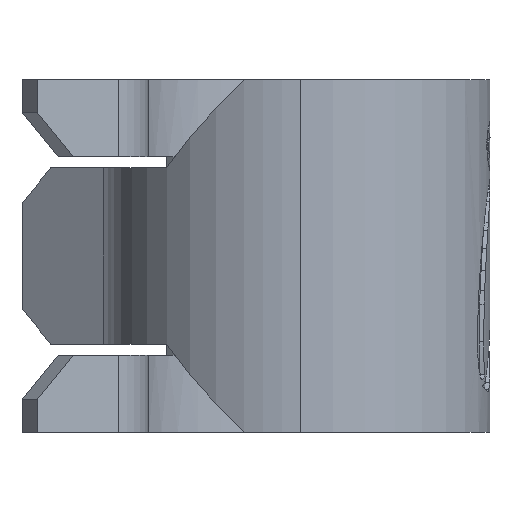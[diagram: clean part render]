
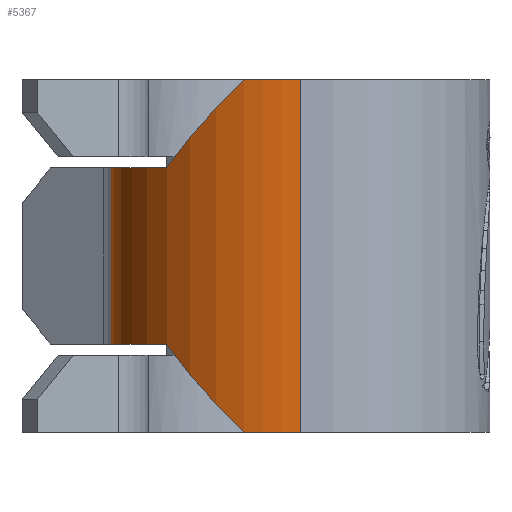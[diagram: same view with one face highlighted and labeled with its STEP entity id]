
A CAD part, left-side view. The second image highlights one B-rep face of the part: STEP entity #5367.
In plain terms, the highlighted cylindrical face has radius 4.3 mm (diameter 8.6 mm), a partial arc.
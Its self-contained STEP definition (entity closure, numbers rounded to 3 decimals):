
#396 = EDGE_CURVE ( 'NONE', #3352, #3120, #2913, .T. ) ;
#589 = VERTEX_POINT ( 'NONE', #3181 ) ;
#603 = CARTESIAN_POINT ( 'NONE',  ( -3.041, 3.041, 2. ) ) ;
#612 = CARTESIAN_POINT ( 'NONE',  ( -3.536, 2.545, 2.7 ) ) ;
#645 = ORIENTED_EDGE ( 'NONE', *, *, #3924, .F. ) ;
#723 = CIRCLE ( 'NONE', #1345, 4.3 ) ;
#755 = CARTESIAN_POINT ( 'NONE',  ( -3.898, 1.946, -3.38 ) ) ;
#797 = CARTESIAN_POINT ( 'NONE',  ( -4.3, 0., 4. ) ) ;
#840 = CARTESIAN_POINT ( 'NONE',  ( -4.106, 1.277, -4. ) ) ;
#940 =( BOUNDED_CURVE ( )  B_SPLINE_CURVE ( 3, ( #3772, #1617, #755, #840 ),
 .UNSPECIFIED., .F., .T. ) 
 B_SPLINE_CURVE_WITH_KNOTS ( ( 4, 4 ),
 ( 4.712, 5.196 ),
 .UNSPECIFIED. ) 
 CURVE ( )  GEOMETRIC_REPRESENTATION_ITEM ( )  RATIONAL_B_SPLINE_CURVE ( ( 1., 0.981, 0.981, 1. ) ) 
 REPRESENTATION_ITEM ( '' )  );
#946 = DIRECTION ( 'NONE',  ( 0., 0., 1. ) ) ;
#1096 = CARTESIAN_POINT ( 'NONE',  ( 1.288, 4.103, 2. ) ) ;
#1259 = CARTESIAN_POINT ( 'NONE',  ( -3.041, 3.041, -2. ) ) ;
#1341 = VECTOR ( 'NONE', #3807, 1000. ) ;
#1345 = AXIS2_PLACEMENT_3D ( 'NONE', #1820, #5202, #1728 ) ;
#1443 = CYLINDRICAL_SURFACE ( 'NONE', #2499, 4.3 ) ;
#1528 = FACE_OUTER_BOUND ( 'NONE', #2483, .T. ) ;
#1617 = CARTESIAN_POINT ( 'NONE',  ( -3.536, 2.545, -2.7 ) ) ;
#1627 = LINE ( 'NONE', #797, #1341 ) ;
#1669 = CARTESIAN_POINT ( 'NONE',  ( 1.288, 4.103, -2. ) ) ;
#1705 = VECTOR ( 'NONE', #5045, 1000. ) ;
#1728 = DIRECTION ( 'NONE',  ( 1., 0., 0. ) ) ;
#1820 = CARTESIAN_POINT ( 'NONE',  ( 0., 0., 4. ) ) ;
#1833 = ORIENTED_EDGE ( 'NONE', *, *, #2147, .F. ) ;
#1929 = CARTESIAN_POINT ( 'NONE',  ( -4.3, 0., -4. ) ) ;
#2071 = ORIENTED_EDGE ( 'NONE', *, *, #4335, .T. ) ;
#2138 = DIRECTION ( 'NONE',  ( 1., 0., 0. ) ) ;
#2147 = EDGE_CURVE ( 'NONE', #5437, #3120, #2311, .T. ) ;
#2210 = VERTEX_POINT ( 'NONE', #2868 ) ;
#2300 = CARTESIAN_POINT ( 'NONE',  ( 0., 0., -2. ) ) ;
#2311 = CIRCLE ( 'NONE', #4575, 4.3 ) ;
#2387 = CARTESIAN_POINT ( 'NONE',  ( 1.288, 4.103, 4. ) ) ;
#2415 = CIRCLE ( 'NONE', #5561, 4.3 ) ;
#2483 = EDGE_LOOP ( 'NONE', ( #645, #5524, #5339, #3835, #4771, #1833, #4864, #2071 ) ) ;
#2499 = AXIS2_PLACEMENT_3D ( 'NONE', #3193, #4549, #3697 ) ;
#2648 = DIRECTION ( 'NONE',  ( 1., 0., 0. ) ) ;
#2774 = VERTEX_POINT ( 'NONE', #3539 ) ;
#2777 = CIRCLE ( 'NONE', #4666, 4.3 ) ;
#2868 = CARTESIAN_POINT ( 'NONE',  ( -4.3, 0., 4. ) ) ;
#2913 = LINE ( 'NONE', #2387, #1705 ) ;
#3120 = VERTEX_POINT ( 'NONE', #1669 ) ;
#3135 = EDGE_CURVE ( 'NONE', #5437, #589, #940, .T. ) ;
#3181 = CARTESIAN_POINT ( 'NONE',  ( -4.106, 1.277, -4. ) ) ;
#3193 = CARTESIAN_POINT ( 'NONE',  ( 0., 0., 4. ) ) ;
#3283 = CARTESIAN_POINT ( 'NONE',  ( -3.041, 3.041, 2. ) ) ;
#3352 = VERTEX_POINT ( 'NONE', #1096 ) ;
#3539 = CARTESIAN_POINT ( 'NONE',  ( -4.106, 1.277, 4. ) ) ;
#3590 = CARTESIAN_POINT ( 'NONE',  ( -3.898, 1.946, 3.38 ) ) ;
#3636 = DIRECTION ( 'NONE',  ( 0., 0., -1. ) ) ;
#3697 = DIRECTION ( 'NONE',  ( -1., 0., 0. ) ) ;
#3772 = CARTESIAN_POINT ( 'NONE',  ( -3.041, 3.041, -2. ) ) ;
#3790 = VERTEX_POINT ( 'NONE', #603 ) ;
#3807 = DIRECTION ( 'NONE',  ( 0., 0., -1. ) ) ;
#3835 = ORIENTED_EDGE ( 'NONE', *, *, #4342, .F. ) ;
#3924 = EDGE_CURVE ( 'NONE', #2210, #5553, #1627, .T. ) ;
#3932 = CARTESIAN_POINT ( 'NONE',  ( 0., 0., -4. ) ) ;
#4335 = EDGE_CURVE ( 'NONE', #589, #5553, #2415, .T. ) ;
#4342 = EDGE_CURVE ( 'NONE', #3352, #3790, #2777, .T. ) ;
#4470 = CARTESIAN_POINT ( 'NONE',  ( -4.106, 1.277, 4. ) ) ;
#4510 = EDGE_CURVE ( 'NONE', #2774, #3790, #5533, .T. ) ;
#4549 = DIRECTION ( 'NONE',  ( 0., 0., -1. ) ) ;
#4575 = AXIS2_PLACEMENT_3D ( 'NONE', #2300, #3636, #4943 ) ;
#4666 = AXIS2_PLACEMENT_3D ( 'NONE', #4748, #5188, #2648 ) ;
#4748 = CARTESIAN_POINT ( 'NONE',  ( 0., 0., 2. ) ) ;
#4771 = ORIENTED_EDGE ( 'NONE', *, *, #396, .T. ) ;
#4864 = ORIENTED_EDGE ( 'NONE', *, *, #3135, .T. ) ;
#4943 = DIRECTION ( 'NONE',  ( -1., 0., 0. ) ) ;
#5045 = DIRECTION ( 'NONE',  ( 0., 0., -1. ) ) ;
#5188 = DIRECTION ( 'NONE',  ( 0., 0., 1. ) ) ;
#5202 = DIRECTION ( 'NONE',  ( 0., 0., 1. ) ) ;
#5339 = ORIENTED_EDGE ( 'NONE', *, *, #4510, .T. ) ;
#5367 = ADVANCED_FACE ( 'NONE', ( #1528 ), #1443, .T. ) ;
#5437 = VERTEX_POINT ( 'NONE', #1259 ) ;
#5504 = EDGE_CURVE ( 'NONE', #2774, #2210, #723, .T. ) ;
#5524 = ORIENTED_EDGE ( 'NONE', *, *, #5504, .F. ) ;
#5533 =( BOUNDED_CURVE ( )  B_SPLINE_CURVE ( 3, ( #4470, #3590, #612, #3283 ),
 .UNSPECIFIED., .F., .T. ) 
 B_SPLINE_CURVE_WITH_KNOTS ( ( 4, 4 ),
 ( 4.229, 4.712 ),
 .UNSPECIFIED. ) 
 CURVE ( )  GEOMETRIC_REPRESENTATION_ITEM ( )  RATIONAL_B_SPLINE_CURVE ( ( 1., 0.981, 0.981, 1. ) ) 
 REPRESENTATION_ITEM ( '' )  );
#5553 = VERTEX_POINT ( 'NONE', #1929 ) ;
#5561 = AXIS2_PLACEMENT_3D ( 'NONE', #3932, #946, #2138 ) ;
